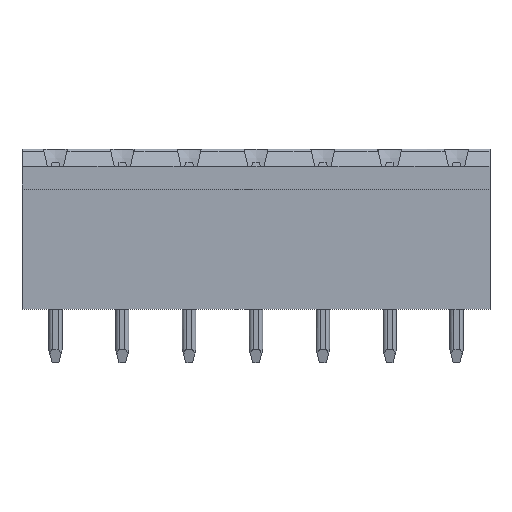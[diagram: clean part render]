
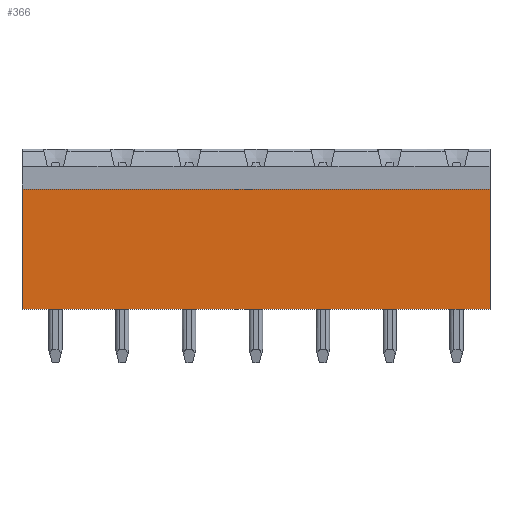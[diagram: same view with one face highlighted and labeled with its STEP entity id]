
A CAD part, front view. The second image highlights one B-rep face of the part: STEP entity #366.
In plain terms, the highlighted planar face has unit normal (0, -1, -0.022).
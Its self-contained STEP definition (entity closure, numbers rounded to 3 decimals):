
#366=ADVANCED_FACE('',(#859),#648,.F.);
#648=PLANE('',#5495);
#859=FACE_OUTER_BOUND('',#1152,.T.);
#1152=EDGE_LOOP('',(#1751,#1752,#1753,#1754));
#1751=ORIENTED_EDGE('',*,*,#3771,.F.);
#1752=ORIENTED_EDGE('',*,*,#3772,.T.);
#1753=ORIENTED_EDGE('',*,*,#3768,.F.);
#1754=ORIENTED_EDGE('',*,*,#3773,.T.);
#3227=VERTEX_POINT('',#7908);
#3228=VERTEX_POINT('',#7909);
#3229=VERTEX_POINT('',#7914);
#3230=VERTEX_POINT('',#7915);
#3768=EDGE_CURVE('',#3227,#3228,#4470,.T.);
#3771=EDGE_CURVE('',#3229,#3230,#4473,.T.);
#3772=EDGE_CURVE('',#3229,#3228,#4474,.T.);
#3773=EDGE_CURVE('',#3227,#3230,#4475,.T.);
#4470=LINE('',#7907,#4981);
#4473=LINE('',#7913,#4984);
#4474=LINE('',#7916,#4985);
#4475=LINE('',#7917,#4986);
#4981=VECTOR('',#6222,1.);
#4984=VECTOR('',#6227,1.);
#4985=VECTOR('',#6228,1.);
#4986=VECTOR('',#6229,1.);
#5495=AXIS2_PLACEMENT_3D('',#7918,#6230,#6231);
#6222=DIRECTION('',(1.,0.,0.));
#6227=DIRECTION('',(-1.,0.,0.));
#6228=DIRECTION('',(0.,-0.022,1.));
#6229=DIRECTION('',(0.,0.022,-1.));
#6230=DIRECTION('',(0.,1.,0.022));
#6231=DIRECTION('',(0.,0.022,-1.));
#7907=CARTESIAN_POINT('',(0.,0.8,-3.));
#7908=CARTESIAN_POINT('',(0.,0.8,-3.));
#7909=CARTESIAN_POINT('',(35.,0.8,-3.));
#7913=CARTESIAN_POINT('',(25.,1.,-12.));
#7914=CARTESIAN_POINT('',(35.,1.,-12.));
#7915=CARTESIAN_POINT('',(0.,1.,-12.));
#7916=CARTESIAN_POINT('',(35.,0.9,-7.5));
#7917=CARTESIAN_POINT('',(0.,0.8,-3.));
#7918=CARTESIAN_POINT('',(22.5,0.9,-7.5));
